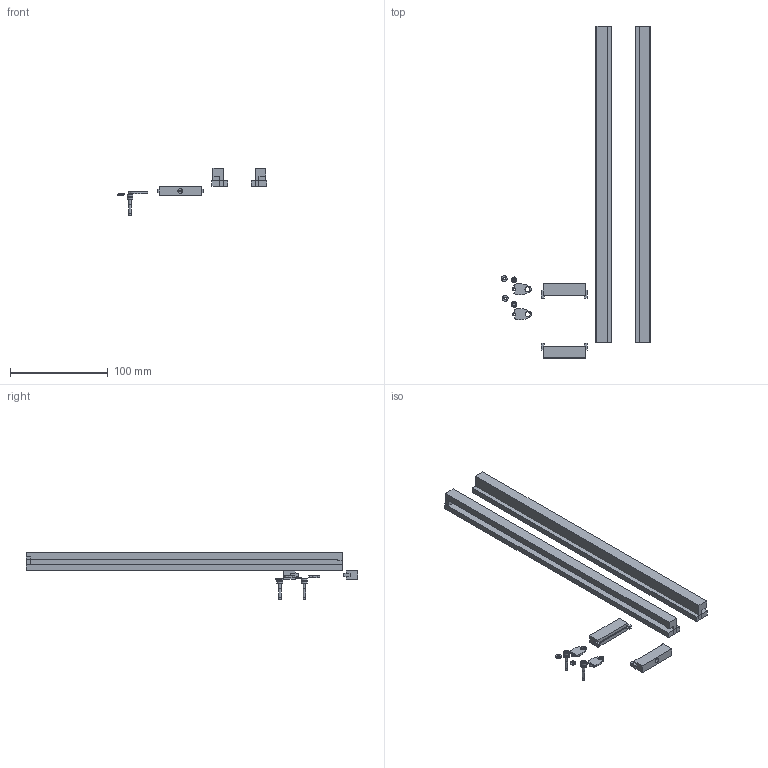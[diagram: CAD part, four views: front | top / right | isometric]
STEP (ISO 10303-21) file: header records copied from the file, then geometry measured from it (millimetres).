
FILE_DESCRIPTION(/* description */ ('STEP AP242','CAx-IF Rec.Pracs.---Representation and Presentation of Product Manufacturing Information (PMI)---4.0---2014-10-13','CAx-IF Rec.Pracs.---3D Tessellated Geometry---0.4---2014-09-14','2;1'),/* implementation_level */ '2;1');
FILE_NAME(/* name */ '684a61997f07ca7fb04dc73d',/* time_stamp */ '2025-06-12T05:11:54Z',/* author */ (''),/* organization */ (''),/* preprocessor_version */ 'ST-DEVELOPER v20',/* originating_system */ 'ONSHAPE BY PTC INC, 1.199',/* authorisation */ ' ');
FILE_SCHEMA (('AP242_MANAGED_MODEL_BASED_3D_ENGINEERING_MIM_LF { 1 0 10303 442 1 1 4 }'));
Length unit declared in the file: metre
Products named in the file (25): Assembly 1; Part 8; Part 4; Part 12; Part 1; Part 18; Part 17; Part 2; Part 7; Part 5; Part 14; Part 3; Part 6; Part 9; Part 11; Part 13; Part 10; Part 15; Part 16
Assembly tree (24 placements, depth 2):
  Assembly 1
    Part 8
    Part 4
    Part 4
    Part 12
    Part 1
    Part 18
    Part 17
    Part 2
    Part 2
    Part 7
    Part 5
    Part 5
    Part 14
    Part 3
    Part 6
    Part 1
    Part 9
    Part 11
    Part 13
    Part 10
    Part 15
    Part 6
    Part 3
    Part 16
Bounding box: 152.79 x 339.01 x 48.3 mm (x, y, z)
Volume: 142546.3 mm3; surface area: 77943.2 mm2
Topology: 24 solids, 24 shells, 197 faces, 441 edges, 296 vertices
Faces by surface type: plane 157, cylinder 32, bspline 8
Full cylindrical faces by diameter (mm): 2.5 x14, 4 x6, 5 x4, 6 x6
Entity records: 6255 total; most frequent: CARTESIAN_POINT 1261, DIRECTION 891, ORIENTED_EDGE 822, EDGE_CURVE 411, LINE 335, VECTOR 335, VERTEX_POINT 296, AXIS2_PLACEMENT_3D 278
